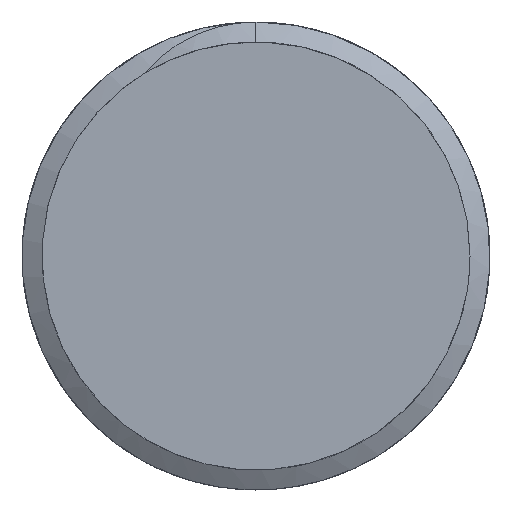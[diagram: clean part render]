
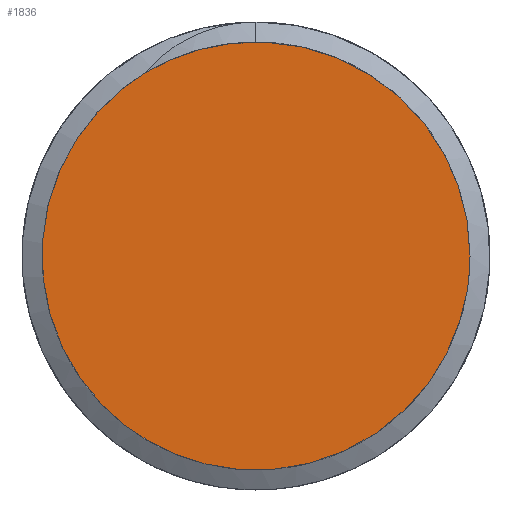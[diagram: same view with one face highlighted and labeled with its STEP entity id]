
A CAD part, left-side view. The second image highlights one B-rep face of the part: STEP entity #1836.
In plain terms, the highlighted free-form (B-spline) face has degree [1, 1] with [2, 2] control points.
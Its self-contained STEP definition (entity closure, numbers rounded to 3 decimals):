
#1817=CARTESIAN_POINT('',(45.,18.146,-15.909));
#1818=CARTESIAN_POINT('',(45.,18.146,15.909));
#1819=CARTESIAN_POINT('',(45.,-13.672,-15.909));
#1820=CARTESIAN_POINT('',(45.,-13.672,15.909));
#1821=B_SPLINE_SURFACE_WITH_KNOTS('',1,1,((#1817,#1818),(#1819,#1820)),.PLANE_SURF.,.F.,.F.,.U.,(2,2),(2,2),(0.,1.),(0.,1.),.UNSPECIFIED.);
#1822=CARTESIAN_POINT('',(45.,-8.35,0.));
#1823=VERTEX_POINT('',#1822);
#1824=CARTESIAN_POINT('',(45.,-8.35,0.));
#1825=CARTESIAN_POINT('',(45.,-8.35,14.463));
#1826=CARTESIAN_POINT('',(45.,4.175,7.231));
#1827=CARTESIAN_POINT('',(45.,16.7,0.));
#1828=CARTESIAN_POINT('',(45.,4.175,-7.231));
#1829=CARTESIAN_POINT('',(45.,-8.35,-14.463));
#1830=CARTESIAN_POINT('',(45.,-8.35,0.));
#1831=(BOUNDED_CURVE()B_SPLINE_CURVE(2,(#1824,#1825,#1826,#1827,#1828,#1829,#1830),.CIRCULAR_ARC.,.T.,.U.)B_SPLINE_CURVE_WITH_KNOTS((3,2,2,3),(0.,0.333,0.667,1.),.UNSPECIFIED.)CURVE()GEOMETRIC_REPRESENTATION_ITEM()RATIONAL_B_SPLINE_CURVE((1.,0.5,1.,0.5,1.,0.5,1.))REPRESENTATION_ITEM(''));
#1832=EDGE_CURVE('',#1823,#1823,#1831,.T.);
#1833=ORIENTED_EDGE('',*,*,#1832,.T.);
#1834=EDGE_LOOP('',(#1833));
#1835=FACE_OUTER_BOUND('',#1834,.T.);
#1836=ADVANCED_FACE('',(#1835),#1821,.T.);
